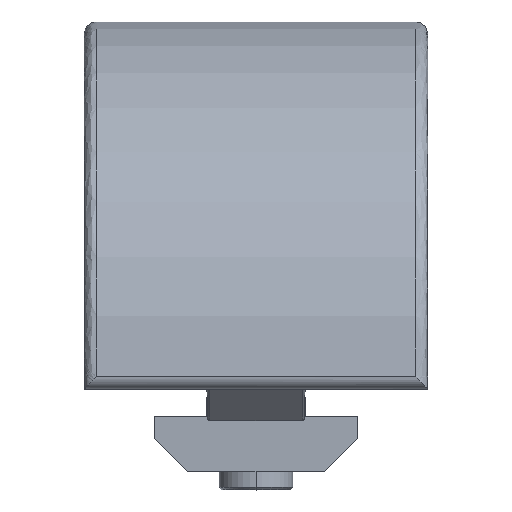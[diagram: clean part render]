
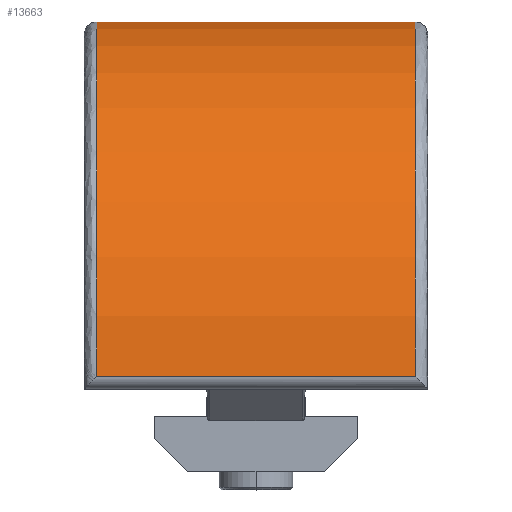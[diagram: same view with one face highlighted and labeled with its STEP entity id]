
A CAD part, top view. The second image highlights one B-rep face of the part: STEP entity #13663.
In plain terms, the highlighted cylindrical face has radius 30 mm (diameter 60 mm), a partial arc.
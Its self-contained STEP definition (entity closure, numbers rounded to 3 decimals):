
#13452=CARTESIAN_POINT('',(13.,1.034,29.982));
#13453=VERTEX_POINT('',#13452);
#13461=CARTESIAN_POINT('',(-13.,1.034,29.982));
#13462=VERTEX_POINT('',#13461);
#13463=CARTESIAN_POINT('',(-13.,1.034,29.982));
#13464=DIRECTION('',(1.0,0.0,0.0));
#13465=VECTOR('',#13464,26.);
#13466=LINE('',#13463,#13465);
#13467=EDGE_CURVE('',#13462,#13453,#13466,.T.);
#13506=CARTESIAN_POINT('',(13.,29.982,1.034));
#13507=VERTEX_POINT('',#13506);
#13546=CARTESIAN_POINT('',(13.,0.0,0.0));
#13547=DIRECTION('',(-1.0,0.0,0.0));
#13548=DIRECTION('',(0.0,0.0,-1.0));
#13549=AXIS2_PLACEMENT_3D('',#13546,#13547,#13548);
#13550=CIRCLE('',#13549,30.);
#13551=EDGE_CURVE('',#13453,#13507,#13550,.T.);
#13561=CARTESIAN_POINT('',(-13.,29.982,1.034));
#13562=VERTEX_POINT('',#13561);
#13601=CARTESIAN_POINT('',(13.,29.982,1.034));
#13602=DIRECTION('',(-1.0,0.0,0.0));
#13603=VECTOR('',#13602,26.);
#13604=LINE('',#13601,#13603);
#13605=EDGE_CURVE('',#13507,#13562,#13604,.T.);
#13642=CARTESIAN_POINT('',(-13.,0.0,0.0));
#13643=DIRECTION('',(1.0,0.0,0.0));
#13644=DIRECTION('',(0.0,0.0,-1.0));
#13645=AXIS2_PLACEMENT_3D('',#13642,#13643,#13644);
#13646=CIRCLE('',#13645,30.);
#13647=EDGE_CURVE('',#13562,#13462,#13646,.T.);
#13652=CARTESIAN_POINT('',(-14.,0.0,0.0));
#13653=DIRECTION('',(1.0,0.0,0.0));
#13654=DIRECTION('',(0.0,0.0,-1.0));
#13655=AXIS2_PLACEMENT_3D('',#13652,#13653,#13654);
#13656=CYLINDRICAL_SURFACE('',#13655,30.);
#13657=ORIENTED_EDGE('',*,*,#13605,.T.);
#13658=ORIENTED_EDGE('',*,*,#13647,.T.);
#13659=ORIENTED_EDGE('',*,*,#13467,.T.);
#13660=ORIENTED_EDGE('',*,*,#13551,.T.);
#13661=EDGE_LOOP('',(#13657,#13658,#13659,#13660));
#13662=FACE_OUTER_BOUND('',#13661,.T.);
#13663=ADVANCED_FACE('',(#13662),#13656,.T.);
